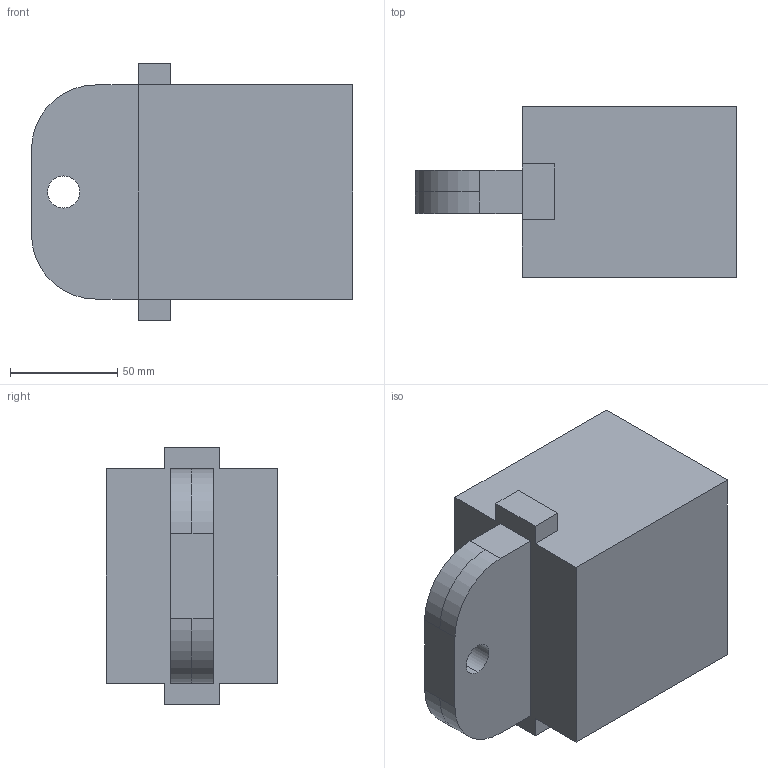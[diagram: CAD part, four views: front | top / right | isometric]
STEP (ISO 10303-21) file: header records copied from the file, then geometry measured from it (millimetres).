
FILE_DESCRIPTION (( 'STEP AP203' ), '1' );
FILE_NAME ('ArmBase_Default_sldprt.STEP', '2022-02-10T15:26:00', ( '' ), ( '' ), 'SwSTEP 2.0', 'SolidWorks 2018', '' );
FILE_SCHEMA (( 'CONFIG_CONTROL_DESIGN' ));
Length unit declared in the file: millimetre
Products named in the file (1): ArmBase_Default_sldprt
Bounding box: 150 x 80 x 120 mm (x, y, z)
Volume: 896540 mm3; surface area: 64941.4 mm2
Topology: 1 solids, 1 shells, 25 faces, 66 edges, 44 vertices
Faces by surface type: plane 19, cylinder 6
Entity records: 851 total; most frequent: CARTESIAN_POINT 136, ORIENTED_EDGE 132, DIRECTION 128, EDGE_CURVE 66, LINE 56, VECTOR 56, VERTEX_POINT 44, AXIS2_PLACEMENT_3D 36
